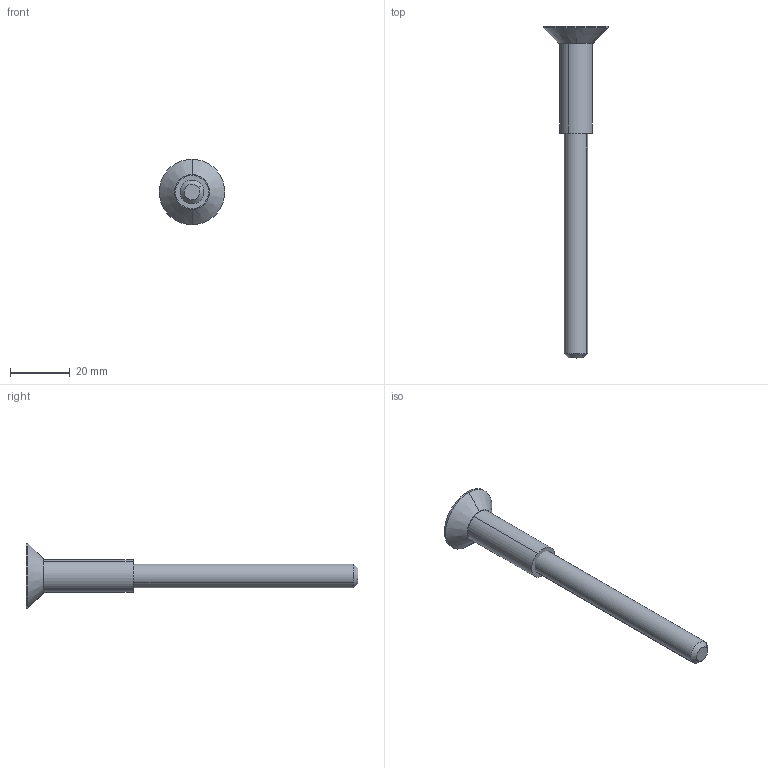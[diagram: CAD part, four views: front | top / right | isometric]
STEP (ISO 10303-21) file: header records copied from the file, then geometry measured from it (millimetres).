
FILE_DESCRIPTION (( 'STEP AP203' ), '1' );
FILE_NAME ('A5_08-105x11xM8.STEP', '2021-06-10T07:51:19', ( '' ), ( '' ), 'SwSTEP 2.0', 'SolidWorks 2019', '' );
FILE_SCHEMA (( 'CONFIG_CONTROL_DESIGN' ));
Length unit declared in the file: millimetre
Products named in the file (5): A5_08-105x11xM8.P2; A5_08-105x11xM8; Skrutka DIN 7991_Skrutka M 8x 30; A5_08-105x11xM8.P1; SKRUTKA DIN 913_SKRUTKA M 8x80
Assembly tree (4 placements, depth 2):
  A5_08-105x11xM8
    A5_08-105x11xM8.P1
    Skrutka DIN 7991_Skrutka M 8x 30
    SKRUTKA DIN 913_SKRUTKA M 8x80
    A5_08-105x11xM8.P2
Bounding box: 21.8 x 110.7 x 21.8 mm (x, y, z)
Volume: 8119.5 mm3; surface area: 6003.2 mm2
Topology: 4 solids, 4 shells, 48 faces, 100 edges, 62 vertices
Faces by surface type: plane 22, cylinder 14, cone 12
Entity records: 1801 total; most frequent: DIRECTION 248, CARTESIAN_POINT 217, ORIENTED_EDGE 200, EDGE_CURVE 100, AXIS2_PLACEMENT_3D 93, LINE 62, VERTEX_POINT 62, VECTOR 62
